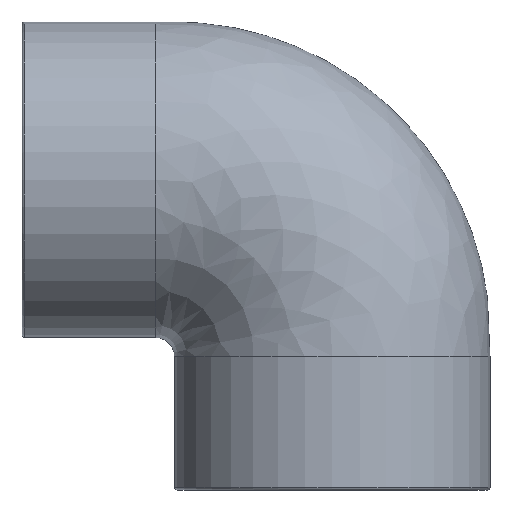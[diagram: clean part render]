
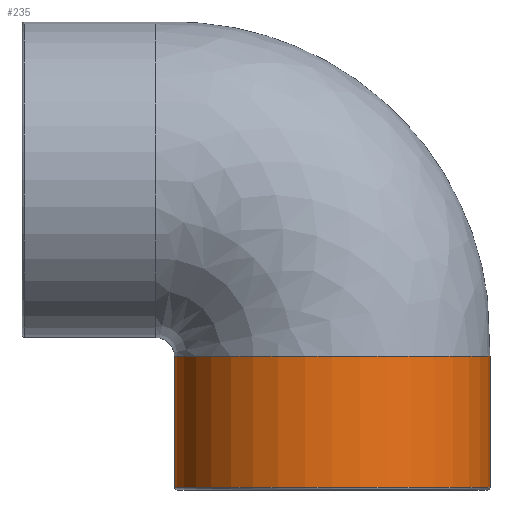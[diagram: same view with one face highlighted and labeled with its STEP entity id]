
A CAD part, left-side view. The second image highlights one B-rep face of the part: STEP entity #235.
In plain terms, the highlighted cylindrical face has radius 29.5 mm (diameter 59 mm), a full revolution.
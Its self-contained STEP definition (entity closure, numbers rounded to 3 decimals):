
#37=CYLINDRICAL_SURFACE($,#255,29.5);
#42=FACE_BOUND($,#67,.T.);
#52=FACE_OUTER_BOUND($,#66,.T.);
#66=EDGE_LOOP($,(#168,#169,#170));
#67=EDGE_LOOP($,(#171));
#87=CIRCLE($,#253,29.5);
#89=CIRCLE($,#256,29.5);
#90=CIRCLE($,#257,29.5);
#91=CIRCLE($,#258,29.5);
#107=VERTEX_POINT($,#354);
#109=VERTEX_POINT($,#359);
#110=VERTEX_POINT($,#360);
#111=VERTEX_POINT($,#362);
#133=EDGE_CURVE($,#107,#107,#87,.T.);
#135=EDGE_CURVE($,#109,#110,#89,.T.);
#136=EDGE_CURVE($,#111,#109,#90,.T.);
#137=EDGE_CURVE($,#110,#111,#91,.T.);
#168=ORIENTED_EDGE($,*,*,#135,.F.);
#169=ORIENTED_EDGE($,*,*,#136,.F.);
#170=ORIENTED_EDGE($,*,*,#137,.F.);
#171=ORIENTED_EDGE($,*,*,#133,.F.);
#235=ADVANCED_FACE($,(#52,#42),#37,.T.);
#253=AXIS2_PLACEMENT_3D($,#355,#288,#289);
#255=AXIS2_PLACEMENT_3D($,#358,#292,#293);
#256=AXIS2_PLACEMENT_3D($,#361,#294,#295);
#257=AXIS2_PLACEMENT_3D($,#363,#296,#297);
#258=AXIS2_PLACEMENT_3D($,#364,#298,#299);
#288=DIRECTION('center_axis',(0.,0.,-1.));
#289=DIRECTION('ref_axis',(-1.,0.,0.));
#292=DIRECTION('center_axis',(0.,0.,1.));
#293=DIRECTION('ref_axis',(-1.,0.,0.));
#294=DIRECTION('center_axis',(0.,0.,1.));
#295=DIRECTION('ref_axis',(-1.,0.,0.));
#296=DIRECTION('center_axis',(0.,0.,1.));
#297=DIRECTION('ref_axis',(-1.,0.,0.));
#298=DIRECTION('center_axis',(0.,0.,1.));
#299=DIRECTION('ref_axis',(-1.,0.,0.));
#354=CARTESIAN_POINT('',(29.5,0.,0.5));
#355=CARTESIAN_POINT('Origin',(0.,0.,0.5));
#358=CARTESIAN_POINT('Origin',(0.,0.,0.));
#359=CARTESIAN_POINT('',(29.5,0.,25.));
#360=CARTESIAN_POINT('',(-29.5,0.,25.));
#361=CARTESIAN_POINT('Origin',(0.,0.,25.));
#362=CARTESIAN_POINT('',(0.,-29.5,25.));
#363=CARTESIAN_POINT('Origin',(0.,0.,25.));
#364=CARTESIAN_POINT('Origin',(0.,0.,25.));
